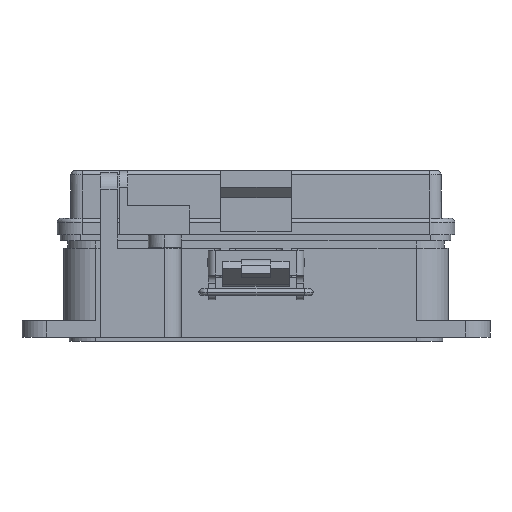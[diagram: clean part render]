
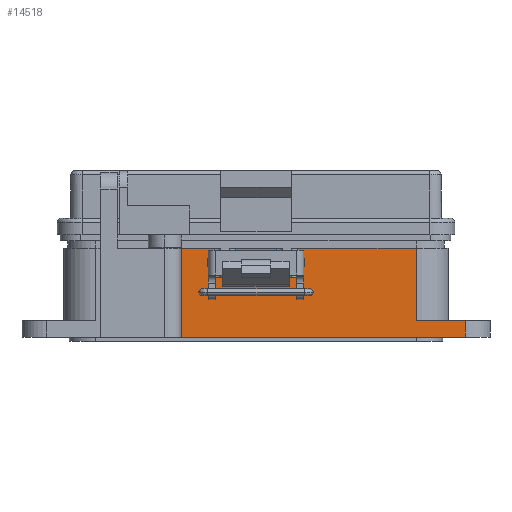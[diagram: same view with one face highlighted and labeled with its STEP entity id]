
A CAD part, front view. The second image highlights one B-rep face of the part: STEP entity #14518.
In plain terms, the highlighted planar face has unit normal (0, -1, 0).
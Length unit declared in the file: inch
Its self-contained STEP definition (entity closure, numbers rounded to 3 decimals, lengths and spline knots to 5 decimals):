
#96 = ORIENTED_EDGE ( 'NONE', *, *, #20789, .T. ) ;
#419 = VERTEX_POINT ( 'NONE', #8002 ) ;
#616 = VERTEX_POINT ( 'NONE', #20456 ) ;
#659 = LINE ( 'NONE', #19040, #4883 ) ;
#660 = LINE ( 'NONE', #17726, #14460 ) ;
#911 = LINE ( 'NONE', #12325, #19524 ) ;
#1347 = VERTEX_POINT ( 'NONE', #7436 ) ;
#1441 = EDGE_CURVE ( 'NONE', #419, #12800, #12853, .T. ) ;
#1609 = EDGE_CURVE ( 'NONE', #1347, #4297, #4377, .T. ) ;
#1877 = DIRECTION ( 'NONE',  ( 1., 0., 0. ) ) ;
#1908 = EDGE_CURVE ( 'NONE', #22559, #12800, #660, .T. ) ;
#1930 = ORIENTED_EDGE ( 'NONE', *, *, #3551, .T. ) ;
#2378 = CARTESIAN_POINT ( 'NONE',  ( 0.3937, -0.57661, -0.91535 ) ) ;
#2635 = CARTESIAN_POINT ( 'NONE',  ( 0.19685, -0.57661, -1.76181 ) ) ;
#2689 = VECTOR ( 'NONE', #4116, 39.37008 ) ;
#2914 = DIRECTION ( 'NONE',  ( 1., 0., 0. ) ) ;
#3551 = EDGE_CURVE ( 'NONE', #5359, #616, #17859, .T. ) ;
#4082 = EDGE_CURVE ( 'NONE', #1347, #6594, #16701, .T. ) ;
#4116 = DIRECTION ( 'NONE',  ( 0., 0., 1. ) ) ;
#4288 = EDGE_CURVE ( 'NONE', #5710, #10747, #911, .T. ) ;
#4297 = VERTEX_POINT ( 'NONE', #10587 ) ;
#4377 = LINE ( 'NONE', #5472, #17590 ) ;
#4466 = DIRECTION ( 'NONE',  ( 0., 0., 1. ) ) ;
#4748 = PLANE ( 'NONE',  #17837 ) ;
#4811 = ORIENTED_EDGE ( 'NONE', *, *, #4288, .F. ) ;
#4827 = ORIENTED_EDGE ( 'NONE', *, *, #1609, .T. ) ;
#4883 = VECTOR ( 'NONE', #11901, 39.37008 ) ;
#4912 = LINE ( 'NONE', #15635, #22949 ) ;
#5359 = VERTEX_POINT ( 'NONE', #15642 ) ;
#5472 = CARTESIAN_POINT ( 'NONE',  ( -0.19685, -0.57661, -1.76181 ) ) ;
#5498 = CARTESIAN_POINT ( 'NONE',  ( -1.39764, -0.57661, -1.76181 ) ) ;
#5710 = VERTEX_POINT ( 'NONE', #6122 ) ;
#5725 = EDGE_CURVE ( 'NONE', #616, #6594, #9493, .T. ) ;
#5787 = CARTESIAN_POINT ( 'NONE',  ( 0.35433, -0.57661, -0.91535 ) ) ;
#5796 = VECTOR ( 'NONE', #9107, 39.37008 ) ;
#5812 = ORIENTED_EDGE ( 'NONE', *, *, #5984, .F. ) ;
#5981 = DIRECTION ( 'NONE',  ( -1., 0., 0. ) ) ;
#5984 = EDGE_CURVE ( 'NONE', #13775, #18037, #23252, .T. ) ;
#6122 = CARTESIAN_POINT ( 'NONE',  ( 1.98819, -0.57661, -1.60433 ) ) ;
#6539 = CARTESIAN_POINT ( 'NONE',  ( 1.95024, -0.57661, -1.60433 ) ) ;
#6563 = LINE ( 'NONE', #15577, #9673 ) ;
#6586 = EDGE_CURVE ( 'NONE', #4297, #419, #659, .T. ) ;
#6594 = VERTEX_POINT ( 'NONE', #22737 ) ;
#6973 = DIRECTION ( 'NONE',  ( 1., 0., 0. ) ) ;
#7285 = DIRECTION ( 'NONE',  ( 0., 0., -1. ) ) ;
#7309 = ORIENTED_EDGE ( 'NONE', *, *, #6586, .T. ) ;
#7436 = CARTESIAN_POINT ( 'NONE',  ( -0.19685, -0.57661, -0.91535 ) ) ;
#7473 = ORIENTED_EDGE ( 'NONE', *, *, #1908, .F. ) ;
#7601 = DIRECTION ( 'NONE',  ( 1., 0., 0. ) ) ;
#7840 = EDGE_LOOP ( 'NONE', ( #19152, #7473, #12271, #13119, #4811, #17899, #96, #5812, #21880, #1930, #11095, #8393, #4827, #7309 ) ) ;
#8002 = CARTESIAN_POINT ( 'NONE',  ( -0.3937, -0.57661, -1.19094 ) ) ;
#8325 = VECTOR ( 'NONE', #5981, 39.37008 ) ;
#8393 = ORIENTED_EDGE ( 'NONE', *, *, #4082, .F. ) ;
#8473 = DIRECTION ( 'NONE',  ( 0., -1., 0. ) ) ;
#8487 = CARTESIAN_POINT ( 'NONE',  ( -0.70866, -0.57661, -0.91535 ) ) ;
#9000 = LINE ( 'NONE', #6539, #18561 ) ;
#9107 = DIRECTION ( 'NONE',  ( 0., 0., -1. ) ) ;
#9493 = LINE ( 'NONE', #2635, #23274 ) ;
#9673 = VECTOR ( 'NONE', #17388, 39.37008 ) ;
#9931 = CARTESIAN_POINT ( 'NONE',  ( 1.52362, -0.57661, -0.91535 ) ) ;
#10040 = VECTOR ( 'NONE', #7601, 39.37008 ) ;
#10233 = EDGE_CURVE ( 'NONE', #13775, #5359, #10599, .T. ) ;
#10318 = DIRECTION ( 'NONE',  ( 0., 0., 1. ) ) ;
#10587 = CARTESIAN_POINT ( 'NONE',  ( -0.19685, -0.57661, -1.19094 ) ) ;
#10599 = LINE ( 'NONE', #21705, #5796 ) ;
#10747 = VERTEX_POINT ( 'NONE', #22247 ) ;
#11095 = ORIENTED_EDGE ( 'NONE', *, *, #5725, .T. ) ;
#11901 = DIRECTION ( 'NONE',  ( -1., 0., 0. ) ) ;
#11937 = CARTESIAN_POINT ( 'NONE',  ( 0.35433, -0.57661, -0.91535 ) ) ;
#12271 = ORIENTED_EDGE ( 'NONE', *, *, #16242, .F. ) ;
#12325 = CARTESIAN_POINT ( 'NONE',  ( 1.98819, -0.57661, -1.76181 ) ) ;
#12595 = CARTESIAN_POINT ( 'NONE',  ( -0.70866, -0.57661, -1.76181 ) ) ;
#12800 = VERTEX_POINT ( 'NONE', #14248 ) ;
#12853 = LINE ( 'NONE', #20361, #2689 ) ;
#13119 = ORIENTED_EDGE ( 'NONE', *, *, #16918, .T. ) ;
#13684 = LINE ( 'NONE', #5498, #22703 ) ;
#13775 = VERTEX_POINT ( 'NONE', #2378 ) ;
#13826 = FACE_OUTER_BOUND ( 'NONE', #7840, .T. ) ;
#14013 = CARTESIAN_POINT ( 'NONE',  ( 1.52362, -0.57661, -1.60433 ) ) ;
#14248 = CARTESIAN_POINT ( 'NONE',  ( -0.3937, -0.57661, -0.91535 ) ) ;
#14460 = VECTOR ( 'NONE', #6973, 39.37008 ) ;
#14518 = ADVANCED_FACE ( 'NONE', ( #13826 ), #4748, .T. ) ;
#15002 = EDGE_CURVE ( 'NONE', #16761, #5710, #9000, .T. ) ;
#15577 = CARTESIAN_POINT ( 'NONE',  ( 1.52362, -0.57661, -1.76181 ) ) ;
#15635 = CARTESIAN_POINT ( 'NONE',  ( -0.70866, -0.57661, -1.76181 ) ) ;
#15642 = CARTESIAN_POINT ( 'NONE',  ( 0.3937, -0.57661, -1.19094 ) ) ;
#16242 = EDGE_CURVE ( 'NONE', #19774, #22559, #4912, .T. ) ;
#16701 = LINE ( 'NONE', #11937, #21521 ) ;
#16761 = VERTEX_POINT ( 'NONE', #14013 ) ;
#16918 = EDGE_CURVE ( 'NONE', #19774, #10747, #13684, .T. ) ;
#17388 = DIRECTION ( 'NONE',  ( 0., 0., 1. ) ) ;
#17590 = VECTOR ( 'NONE', #7285, 39.37008 ) ;
#17726 = CARTESIAN_POINT ( 'NONE',  ( 0.35433, -0.57661, -0.91535 ) ) ;
#17837 = AXIS2_PLACEMENT_3D ( 'NONE', #19246, #8473, #21076 ) ;
#17859 = LINE ( 'NONE', #18565, #8325 ) ;
#17899 = ORIENTED_EDGE ( 'NONE', *, *, #15002, .F. ) ;
#18037 = VERTEX_POINT ( 'NONE', #9931 ) ;
#18561 = VECTOR ( 'NONE', #19151, 39.37008 ) ;
#18565 = CARTESIAN_POINT ( 'NONE',  ( -1.52362, -0.57661, -1.19094 ) ) ;
#19040 = CARTESIAN_POINT ( 'NONE',  ( -1.52362, -0.57661, -1.19094 ) ) ;
#19151 = DIRECTION ( 'NONE',  ( 1., 0., 0. ) ) ;
#19152 = ORIENTED_EDGE ( 'NONE', *, *, #1441, .T. ) ;
#19246 = CARTESIAN_POINT ( 'NONE',  ( -1.52362, -0.57661, -1.76181 ) ) ;
#19524 = VECTOR ( 'NONE', #19540, 39.37008 ) ;
#19540 = DIRECTION ( 'NONE',  ( 0., 0., -1. ) ) ;
#19774 = VERTEX_POINT ( 'NONE', #12595 ) ;
#20361 = CARTESIAN_POINT ( 'NONE',  ( -0.3937, -0.57661, -1.76181 ) ) ;
#20456 = CARTESIAN_POINT ( 'NONE',  ( 0.19685, -0.57661, -1.19094 ) ) ;
#20789 = EDGE_CURVE ( 'NONE', #16761, #18037, #6563, .T. ) ;
#21076 = DIRECTION ( 'NONE',  ( 0., 0., -1. ) ) ;
#21521 = VECTOR ( 'NONE', #2914, 39.37008 ) ;
#21705 = CARTESIAN_POINT ( 'NONE',  ( 0.3937, -0.57661, -1.76181 ) ) ;
#21880 = ORIENTED_EDGE ( 'NONE', *, *, #10233, .T. ) ;
#22247 = CARTESIAN_POINT ( 'NONE',  ( 1.98819, -0.57661, -1.76181 ) ) ;
#22559 = VERTEX_POINT ( 'NONE', #8487 ) ;
#22703 = VECTOR ( 'NONE', #1877, 39.37008 ) ;
#22737 = CARTESIAN_POINT ( 'NONE',  ( 0.19685, -0.57661, -0.91535 ) ) ;
#22949 = VECTOR ( 'NONE', #10318, 39.37008 ) ;
#23252 = LINE ( 'NONE', #5787, #10040 ) ;
#23274 = VECTOR ( 'NONE', #4466, 39.37008 ) ;
